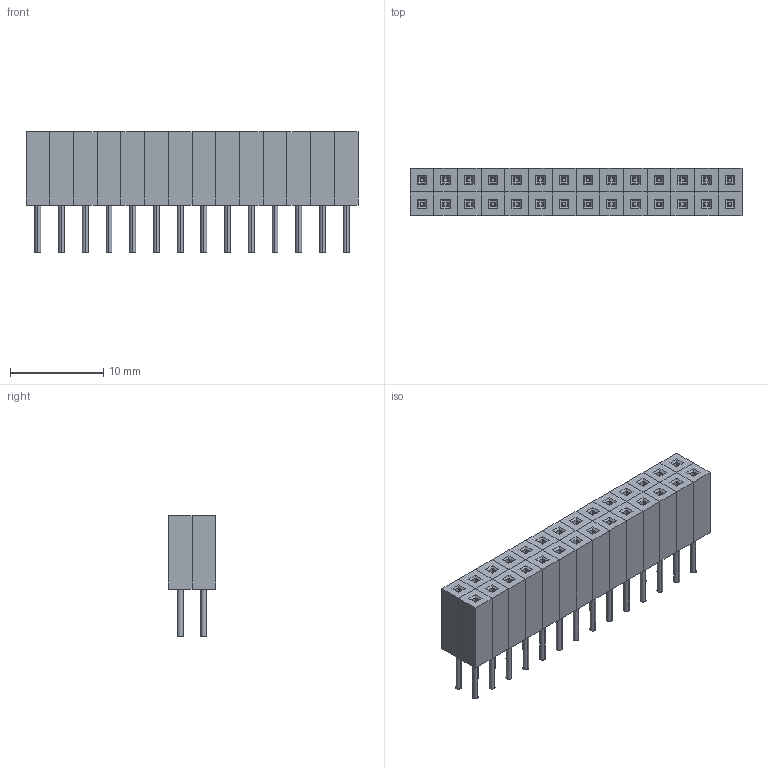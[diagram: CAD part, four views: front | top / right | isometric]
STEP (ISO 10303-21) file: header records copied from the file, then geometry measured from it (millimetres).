
FILE_DESCRIPTION(('STEP AP214'),'1');
FILE_NAME('6-534206-4_TYC','2023-04-16T22:24:57',(''),(''),'','','');
FILE_SCHEMA(('AUTOMOTIVE_DESIGN'));
Length unit declared in the file: millimetre
Products named in the file (1): product
Bounding box: 35.56 x 5.08 x 12.95 mm (x, y, z)
Volume: 1407.6 mm3; surface area: 2811.7 mm2
Topology: 30 solids, 30 shells, 732 faces, 1632 edges, 1016 vertices
Faces by surface type: plane 676, cylinder 56
Entity records: 18921 total; most frequent: ORIENTED_EDGE 3264, DIRECTION 3210, CARTESIAN_POINT 1805, EDGE_CURVE 1632, LINE 1520, VECTOR 1520, VERTEX_POINT 1016, AXIS2_PLACEMENT_3D 845
